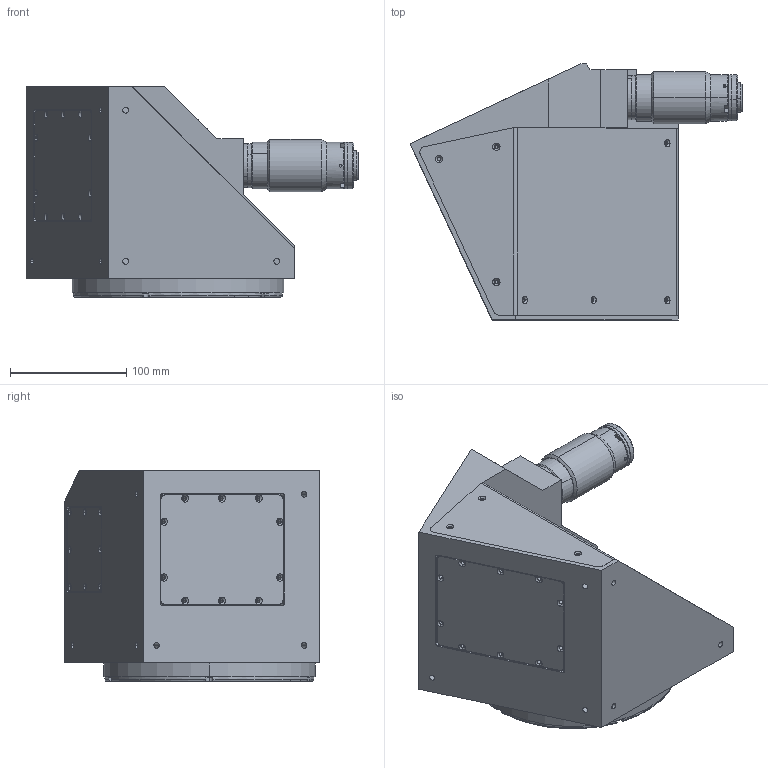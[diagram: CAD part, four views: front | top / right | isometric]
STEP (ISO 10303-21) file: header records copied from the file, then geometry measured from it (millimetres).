
FILE_DESCRIPTION (( 'STEP AP214' ), '1' );
FILE_NAME ('4M120-C.STEP', '2018-04-18T13:24:08', ( '' ), ( '' ), 'SwSTEP 2.0', 'SolidWorks 2017', '' );
FILE_SCHEMA (( 'AUTOMOTIVE_DESIGN' ));
Length unit declared in the file: millimetre
Products named in the file (1): 4M120-C
Bounding box: 285.48 x 220 x 181.4 mm (x, y, z)
Surface area: 244894.1 mm2 (no closed solid volume)
Topology: 0 solids, 14 shells, 354 faces, 1058 edges, 708 vertices
Faces by surface type: cylinder 190, plane 85, cone 72, torus 5, sphere 2
Entity records: 16285 total; most frequent: CARTESIAN_POINT 2575, DIRECTION 2218, ORIENTED_EDGE 1805, EDGE_CURVE 1058, AXIS2_PLACEMENT_3D 855, VERTEX_POINT 708, VECTOR 508, LINE 508
